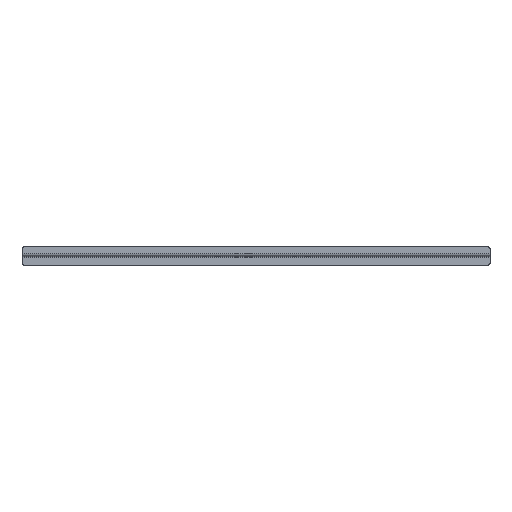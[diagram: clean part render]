
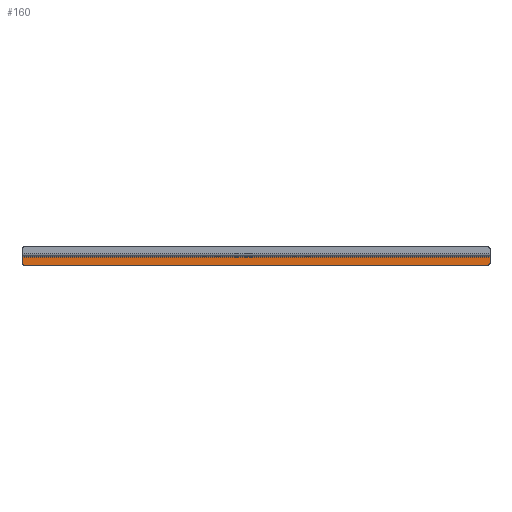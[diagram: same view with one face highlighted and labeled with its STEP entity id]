
A CAD part, front view. The second image highlights one B-rep face of the part: STEP entity #160.
In plain terms, the highlighted planar face has unit normal (0, -1, 0).
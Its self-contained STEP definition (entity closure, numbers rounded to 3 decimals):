
#1 = DIRECTION ( 'NONE',  ( 0., 0., -1. ) ) ;
#68 = CARTESIAN_POINT ( 'NONE',  ( -227.5, 86.5, 0. ) ) ;
#98 = CARTESIAN_POINT ( 'NONE',  ( -227.5, 86.5, 2. ) ) ;
#107 = VECTOR ( 'NONE', #874, 1000. ) ;
#111 = CARTESIAN_POINT ( 'NONE',  ( 227.5, 86.5, 2. ) ) ;
#116 = DIRECTION ( 'NONE',  ( 0., -1., 0. ) ) ;
#130 = AXIS2_PLACEMENT_3D ( 'NONE', #301, #197, #1332 ) ;
#151 = LINE ( 'NONE', #68, #628 ) ;
#160 = ADVANCED_FACE ( 'NONE', ( #164 ), #1319, .T. ) ;
#164 = FACE_OUTER_BOUND ( 'NONE', #1118, .T. ) ;
#190 = EDGE_CURVE ( 'NONE', #320, #946, #315, .T. ) ;
#197 = DIRECTION ( 'NONE',  ( 0., -1., 0. ) ) ;
#226 = DIRECTION ( 'NONE',  ( 0., 0., -1. ) ) ;
#241 = LINE ( 'NONE', #566, #107 ) ;
#290 = CIRCLE ( 'NONE', #1048, 2. ) ;
#301 = CARTESIAN_POINT ( 'NONE',  ( -225.5, 86.5, -6. ) ) ;
#315 = LINE ( 'NONE', #98, #595 ) ;
#320 = VERTEX_POINT ( 'NONE', #864 ) ;
#336 = CARTESIAN_POINT ( 'NONE',  ( -225.5, 86.5, -8. ) ) ;
#418 = VERTEX_POINT ( 'NONE', #336 ) ;
#473 = VERTEX_POINT ( 'NONE', #1092 ) ;
#496 = EDGE_CURVE ( 'NONE', #320, #1067, #151, .T. ) ;
#516 = ORIENTED_EDGE ( 'NONE', *, *, #190, .T. ) ;
#533 = EDGE_CURVE ( 'NONE', #473, #1286, #290, .T. ) ;
#566 = CARTESIAN_POINT ( 'NONE',  ( -227.5, 86.5, -8. ) ) ;
#581 = CARTESIAN_POINT ( 'NONE',  ( -227.5, 86.5, 2. ) ) ;
#595 = VECTOR ( 'NONE', #1, 1000. ) ;
#603 = CARTESIAN_POINT ( 'NONE',  ( 227.5, 86.5, -6. ) ) ;
#628 = VECTOR ( 'NONE', #798, 1000. ) ;
#633 = CARTESIAN_POINT ( 'NONE',  ( 227.5, 86.5, 0. ) ) ;
#690 = DIRECTION ( 'NONE',  ( 0., -1., 0. ) ) ;
#712 = CARTESIAN_POINT ( 'NONE',  ( -227.5, 86.5, -6. ) ) ;
#749 = ORIENTED_EDGE ( 'NONE', *, *, #974, .T. ) ;
#766 = EDGE_CURVE ( 'NONE', #418, #473, #241, .T. ) ;
#798 = DIRECTION ( 'NONE',  ( 1., 0., 0. ) ) ;
#828 = AXIS2_PLACEMENT_3D ( 'NONE', #581, #690, #1223 ) ;
#856 = VECTOR ( 'NONE', #945, 1000. ) ;
#864 = CARTESIAN_POINT ( 'NONE',  ( -227.5, 86.5, 0. ) ) ;
#874 = DIRECTION ( 'NONE',  ( 1., 0., 0. ) ) ;
#940 = CIRCLE ( 'NONE', #130, 2. ) ;
#945 = DIRECTION ( 'NONE',  ( 0., 0., -1. ) ) ;
#946 = VERTEX_POINT ( 'NONE', #712 ) ;
#974 = EDGE_CURVE ( 'NONE', #946, #418, #940, .T. ) ;
#1048 = AXIS2_PLACEMENT_3D ( 'NONE', #1265, #116, #226 ) ;
#1055 = LINE ( 'NONE', #111, #856 ) ;
#1067 = VERTEX_POINT ( 'NONE', #633 ) ;
#1092 = CARTESIAN_POINT ( 'NONE',  ( 225.5, 86.5, -8. ) ) ;
#1118 = EDGE_LOOP ( 'NONE', ( #1291, #1166, #1261, #1281, #516, #749 ) ) ;
#1166 = ORIENTED_EDGE ( 'NONE', *, *, #533, .T. ) ;
#1223 = DIRECTION ( 'NONE',  ( 0., 0., -1. ) ) ;
#1228 = EDGE_CURVE ( 'NONE', #1067, #1286, #1055, .T. ) ;
#1261 = ORIENTED_EDGE ( 'NONE', *, *, #1228, .F. ) ;
#1265 = CARTESIAN_POINT ( 'NONE',  ( 225.5, 86.5, -6. ) ) ;
#1281 = ORIENTED_EDGE ( 'NONE', *, *, #496, .F. ) ;
#1286 = VERTEX_POINT ( 'NONE', #603 ) ;
#1291 = ORIENTED_EDGE ( 'NONE', *, *, #766, .T. ) ;
#1319 = PLANE ( 'NONE',  #828 ) ;
#1332 = DIRECTION ( 'NONE',  ( 0., 0., -1. ) ) ;
